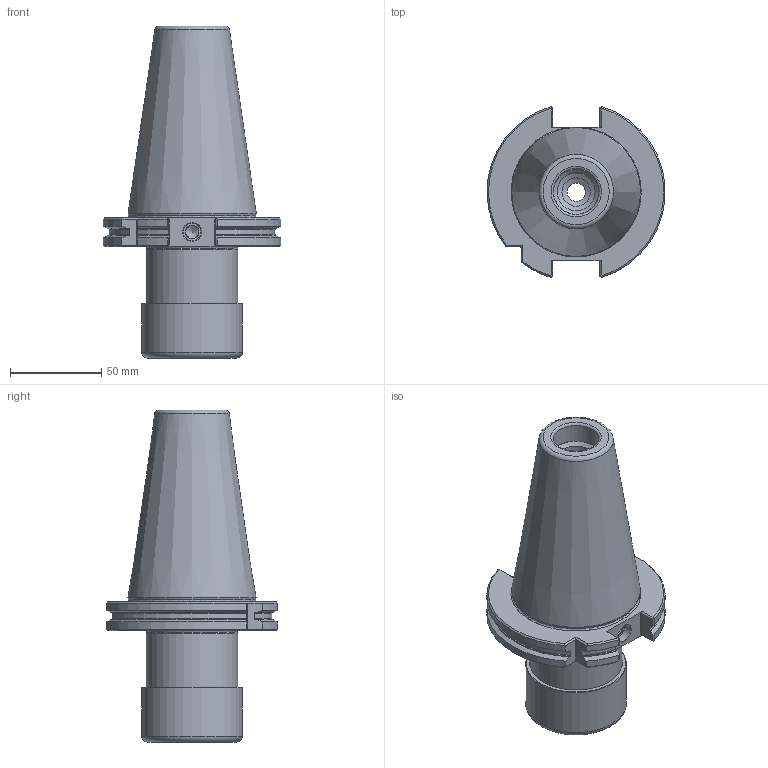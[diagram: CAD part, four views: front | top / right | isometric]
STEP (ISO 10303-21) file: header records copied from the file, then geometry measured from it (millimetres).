
FILE_DESCRIPTION(/* description */ (''),/* implementation_level */ '2;1');
FILE_NAME(/* name */ '525073240.stp',/* time_stamp */ '2021-01-12T12:31:09',/* author */ ('LRA'),/* organization */ ('REGO-FIX'),/* preprocessor_version */ ' Unknown',/* originating_system */ 'SIEMENS PLM Software Solid Edge ST10',/* authorization */ 'Unknown');
FILE_SCHEMA (('AUTOMOTIVE_DESIGN { 1 0 10303 214 2 1 1}'));
Length unit declared in the file: millimetre
Products named in the file (1): NOCUT
Bounding box: 97.32 x 93.58 x 181.6 mm (x, y, z)
Volume: 428028.2 mm3; surface area: 81128.8 mm2
Topology: 3 solids, 3 shells, 151 faces, 364 edges, 229 vertices
Faces by surface type: plane 53, cylinder 38, cone 37, torus 23
Full cylindrical faces by diameter (mm): 7 x1, 10 x2, 15.5 x1, 20.752 x2, 25 x1, 26.917 x1, 28.5 x1, 30.5 x1, 31.6 x1, 33 x1, 36 x1, 38.25 x1, 42 x1, 43 x1, 48.376 x1, 50 x2, 50.05 x1, 51 x1, 55 x1
Entity records: 5112 total; most frequent: CARTESIAN_POINT 823, DIRECTION 675, ORIENTED_EDGE 574, EDGE_CURVE 287, AXIS2_PLACEMENT_3D 286, FACE_BOUND 232, EDGE_LOOP 231, VERTEX_POINT 217
